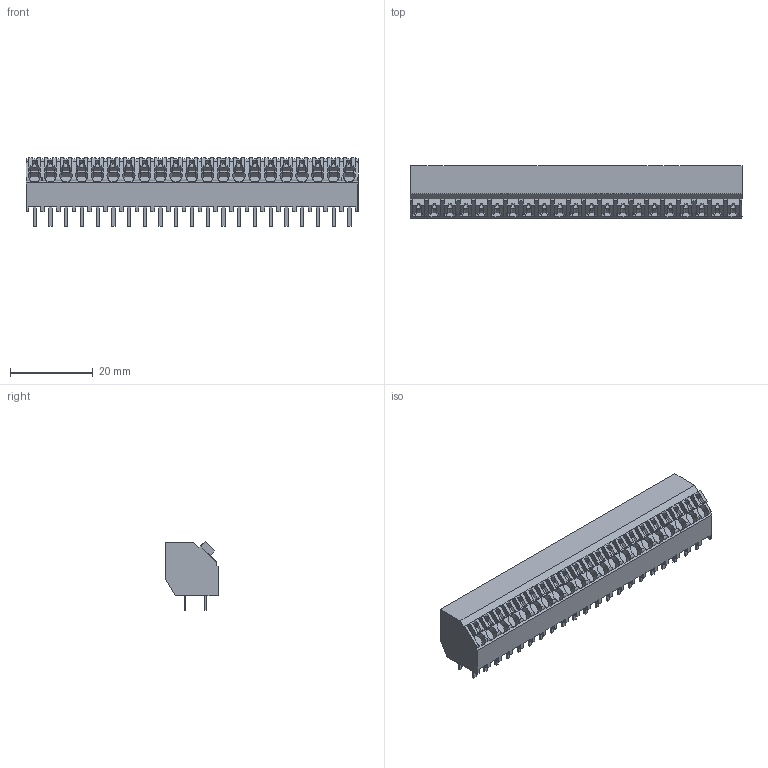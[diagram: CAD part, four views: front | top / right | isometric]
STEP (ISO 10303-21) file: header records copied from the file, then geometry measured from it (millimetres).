
FILE_DESCRIPTION(('CATIA V5 STEP Exchange','CAx-IF Rec.Pracs.--- Model Styling and Organization---1.2---2011-12-15'),'2;1');
FILE_NAME ('D1458542_0_1886070000_1886070000.stp','2018-03-20T12:01:29+00:00',('none'),('Weidmueller'),'CATIA Version 5-6 Release 2014','CATIA V5 STEP AP214','none');
FILE_SCHEMA(('AUTOMOTIVE_DESIGN { 1 0 10303 214 1 1 1 1 }'));
Length unit declared in the file: millimetre
Products named in the file (1): 1886070000
Bounding box: 80.4 x 12.7 x 16.66 mm (x, y, z)
Volume: 9212.3 mm3; surface area: 8453.5 mm2
Topology: 64 solids, 64 shells, 1275 faces, 3673 edges, 2526 vertices
Faces by surface type: plane 1166, cylinder 109
Entity records: 38197 total; most frequent: CARTESIAN_POINT 7564, ORIENTED_EDGE 7346, DIRECTION 4637, EDGE_CURVE 3673, VECTOR 3248, LINE 3248, VERTEX_POINT 2526, EDGE_LOOP 1317
